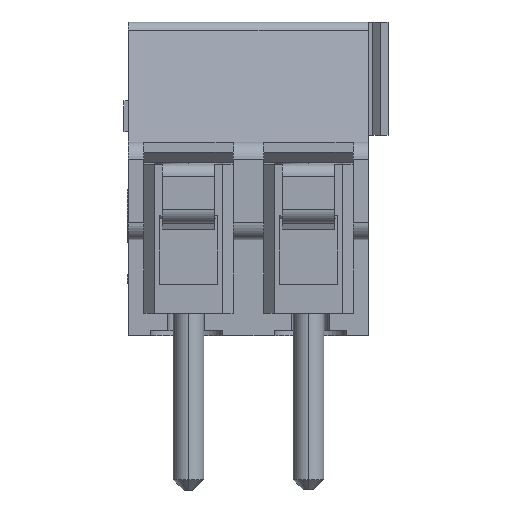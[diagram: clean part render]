
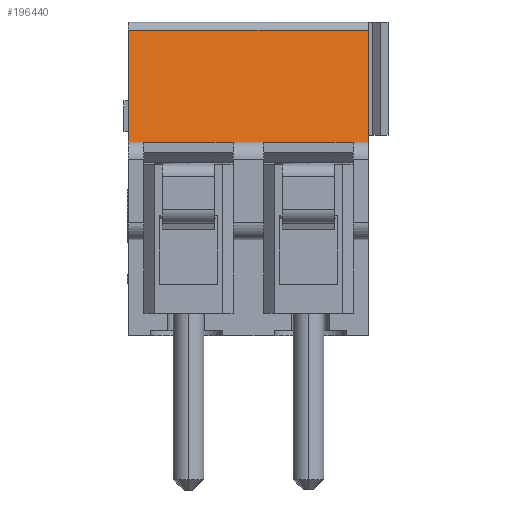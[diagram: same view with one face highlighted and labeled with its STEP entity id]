
A CAD part, front view. The second image highlights one B-rep face of the part: STEP entity #196440.
In plain terms, the highlighted face is planar.
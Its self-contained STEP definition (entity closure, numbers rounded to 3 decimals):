
#69300=CARTESIAN_POINT('',(54.076,47.793,
14.65));
#69310=VERTEX_POINT('',#69300);
#69340=CARTESIAN_POINT('',(54.951,47.793,
9.685));
#69350=DIRECTION('',(-0.174,0.,0.985));
#69360=VECTOR('',#69350,1.);
#69370=LINE('',#69340,#69360);
#69380=CARTESIAN_POINT('',(54.649,47.793,11.398));
#69390=VERTEX_POINT('',#69380);
#69400=EDGE_CURVE('',#69390,#69310,#69370,.T.);
#192010=CARTESIAN_POINT('',(54.649,54.793,11.398
));
#192020=VERTEX_POINT('',#192010);
#192050=CARTESIAN_POINT('',(54.951,54.793,
9.685));
#192060=DIRECTION('',(0.174,0.,-0.985));
#192070=VECTOR('',#192060,1.);
#192080=LINE('',#192050,#192070);
#192090=CARTESIAN_POINT('',(54.076,54.793,
14.65));
#192100=VERTEX_POINT('',#192090);
#192110=EDGE_CURVE('',#192100,#192020,#192080,.T.);
#196090=CARTESIAN_POINT('',(54.649,46.715,11.398
));
#196100=DIRECTION('',(0.,1.,0.));
#196110=VECTOR('',#196100,1.);
#196120=LINE('',#196090,#196110);
#196130=EDGE_CURVE('',#69390,#192020,#196120,.T.);
#196280=CARTESIAN_POINT('',(54.588,49.87,
11.748));
#196290=DIRECTION('',(-0.985,0.,-0.174));
#196300=DIRECTION('',(-0.174,0.,0.985));
#196310=AXIS2_PLACEMENT_3D('',#196280,#196290,#196300);
#196320=PLANE('',#196310);
#196330=ORIENTED_EDGE('',*,*,#192110,.F.);
#196340=ORIENTED_EDGE('',*,*,#196130,.T.);
#196350=ORIENTED_EDGE('',*,*,#69400,.F.);
#196360=CARTESIAN_POINT('',(54.076,46.715,
14.65));
#196370=DIRECTION('',(0.,1.,0.));
#196380=VECTOR('',#196370,1.);
#196390=LINE('',#196360,#196380);
#196400=EDGE_CURVE('',#69310,#192100,#196390,.T.);
#196410=ORIENTED_EDGE('',*,*,#196400,.F.);
#196420=EDGE_LOOP('',(#196410,#196350,#196340,#196330));
#196430=FACE_OUTER_BOUND('',#196420,.T.);
#196440=ADVANCED_FACE('',(#196430),#196320,.F.);
